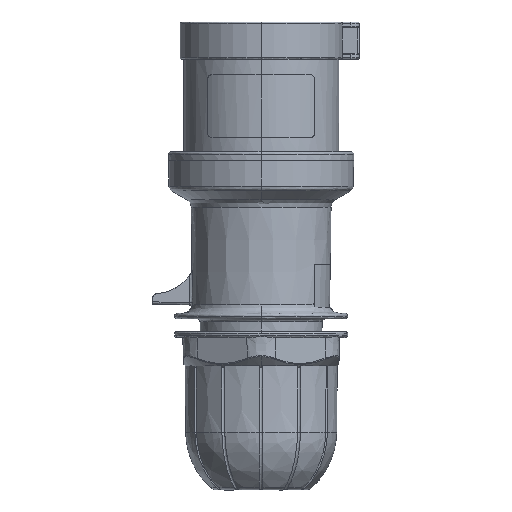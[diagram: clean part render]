
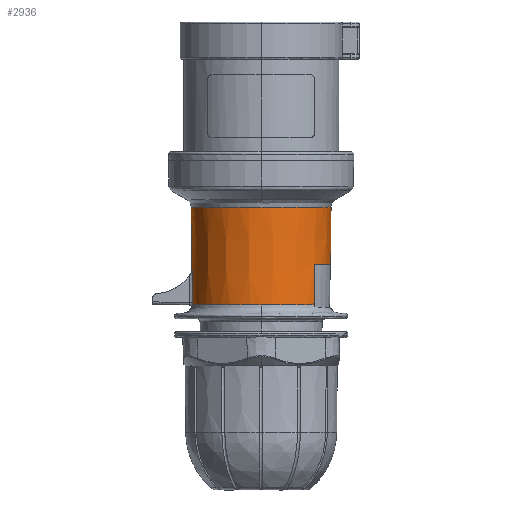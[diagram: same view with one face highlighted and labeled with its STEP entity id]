
A CAD part, left-side view. The second image highlights one B-rep face of the part: STEP entity #2936.
In plain terms, the highlighted conical face has half-angle 0.5 degrees and reference radius 24.527 mm.
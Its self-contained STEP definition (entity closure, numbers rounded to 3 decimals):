
#1180 = CARTESIAN_POINT ( 'NONE',  ( 0., -24.349, -77.386 ) ) ;
#1550 = CARTESIAN_POINT ( 'NONE',  ( -0.03, 24.254, -88.321 ) ) ;
#2193 = AXIS2_PLACEMENT_3D ( 'NONE', #18407, #65845, #52153 ) ;
#2201 = ORIENTED_EDGE ( 'NONE', *, *, #154886, .T. ) ;
#2337 = DIRECTION ( 'NONE',  ( 0., -0.009, 1. ) ) ;
#2936 = ADVANCED_FACE ( 'NONE', ( #68911 ), #100833, .T. ) ;
#3684 = CARTESIAN_POINT ( 'NONE',  ( 0., 24.525, -57.209 ) ) ;
#5509 =( BOUNDED_CURVE ( )  B_SPLINE_CURVE ( 3, ( #174274, #92993, #146442, #147599 ),
 .UNSPECIFIED., .F., .F. ) 
 B_SPLINE_CURVE_WITH_KNOTS ( ( 4, 4 ),
 ( 0.243, 0.757 ),
 .UNSPECIFIED. ) 
 CURVE ( )  GEOMETRIC_REPRESENTATION_ITEM ( )  RATIONAL_B_SPLINE_CURVE ( ( 1., 0.333, 0.333, 1. ) ) 
 REPRESENTATION_ITEM ( '' )  );
#6571 = CARTESIAN_POINT ( 'NONE',  ( -15.501, -18.686, -85.556 ) ) ;
#7162 = CARTESIAN_POINT ( 'NONE',  ( -15.501, -18.639, -89.69 ) ) ;
#7751 = CARTESIAN_POINT ( 'NONE',  ( -15.501, -18.625, -90.879 ) ) ;
#7755 = LINE ( 'NONE', #164539, #84396 ) ;
#10839 = CARTESIAN_POINT ( 'NONE',  ( -4.256, 23.924, -83.15 ) ) ;
#12443 = CARTESIAN_POINT ( 'NONE',  ( -24.226, 0., -91.474 ) ) ;
#12753 = EDGE_CURVE ( 'NONE', #153223, #20331, #122362, .T. ) ;
#13139 = VERTEX_POINT ( 'NONE', #172377 ) ;
#13618 = CARTESIAN_POINT ( 'NONE',  ( 0., 24.527, -57.004 ) ) ;
#15787 = CARTESIAN_POINT ( 'NONE',  ( -15.501, -18.779, -77.289 ) ) ;
#15886 = VERTEX_POINT ( 'NONE', #15787 ) ;
#17523 = CARTESIAN_POINT ( 'NONE',  ( -4.208, 23.861, -91.234 ) ) ;
#18065 = CIRCLE ( 'NONE', #22474, 24.226 ) ;
#18407 = CARTESIAN_POINT ( 'NONE',  ( 0., 0., -57.004 ) ) ;
#18589 = AXIS2_PLACEMENT_3D ( 'NONE', #125006, #151140, #164752 ) ;
#19255 = B_SPLINE_CURVE_WITH_KNOTS ( 'NONE', 3,
 ( #1550, #135921, #56266, #54528 ),
 .UNSPECIFIED., .F., .F.,
 ( 4, 4 ),
 ( 0., 1. ),
 .UNSPECIFIED. ) ;
#19800 = B_SPLINE_CURVE_WITH_KNOTS ( 'NONE', 3,
 ( #110473, #151961, #42005, #46127, #98553, #167340 ),
 .UNSPECIFIED., .F., .F.,
 ( 4, 2, 4 ),
 ( 0., 0.002, 0.004 ),
 .UNSPECIFIED. ) ;
#20331 = VERTEX_POINT ( 'NONE', #164805 ) ;
#22474 = AXIS2_PLACEMENT_3D ( 'NONE', #68306, #54038, #53434 ) ;
#23766 = B_SPLINE_CURVE_WITH_KNOTS ( 'NONE', 3,
 ( #91716, #10839, #23902, #37558 ),
 .UNSPECIFIED., .F., .F.,
 ( 4, 4 ),
 ( 0., 1. ),
 .UNSPECIFIED. ) ;
#23902 = CARTESIAN_POINT ( 'NONE',  ( -4.256, 23.89, -86.933 ) ) ;
#25529 = CARTESIAN_POINT ( 'NONE',  ( -4.255, 23.957, -79.368 ) ) ;
#32263 = EDGE_CURVE ( 'NONE', #92134, #92933, #35399, .T. ) ;
#32743 = EDGE_CURVE ( 'NONE', #92134, #153223, #18065, .T. ) ;
#35399 = B_SPLINE_CURVE_WITH_KNOTS ( 'NONE', 3,
 ( #152445, #17523, #72232, #139977 ),
 .UNSPECIFIED., .F., .F.,
 ( 4, 4 ),
 ( 0., 1. ),
 .UNSPECIFIED. ) ;
#37558 = CARTESIAN_POINT ( 'NONE',  ( -4.256, 23.856, -90.715 ) ) ;
#38371 = EDGE_CURVE ( 'NONE', #15886, #56163, #171278, .T. ) ;
#42005 = CARTESIAN_POINT ( 'NONE',  ( -1.471, 24.293, -79.954 ) ) ;
#46127 = CARTESIAN_POINT ( 'NONE',  ( -2.879, 24.168, -79.743 ) ) ;
#46140 = ORIENTED_EDGE ( 'NONE', *, *, #74584, .T. ) ;
#52153 = DIRECTION ( 'NONE',  ( 0., -1., 0. ) ) ;
#52357 = CARTESIAN_POINT ( 'NONE',  ( 0., 24.254, -88.321 ) ) ;
#53434 = DIRECTION ( 'NONE',  ( 1., 0., 0. ) ) ;
#54038 = DIRECTION ( 'NONE',  ( 0., 0., 1. ) ) ;
#54528 = CARTESIAN_POINT ( 'NONE',  ( -0.031, 24.326, -80.009 ) ) ;
#56163 = VERTEX_POINT ( 'NONE', #68340 ) ;
#56266 = CARTESIAN_POINT ( 'NONE',  ( -0.031, 24.302, -82.779 ) ) ;
#56675 = ORIENTED_EDGE ( 'NONE', *, *, #61300, .F. ) ;
#57843 = ORIENTED_EDGE ( 'NONE', *, *, #153321, .F. ) ;
#58898 = DIRECTION ( 'NONE',  ( 0., -1., 0. ) ) ;
#61300 = EDGE_CURVE ( 'NONE', #90364, #155559, #93708, .T. ) ;
#64604 = ORIENTED_EDGE ( 'NONE', *, *, #165491, .F. ) ;
#65845 = DIRECTION ( 'NONE',  ( 0., 0., 1. ) ) ;
#68306 = CARTESIAN_POINT ( 'NONE',  ( 0., 0., -91.474 ) ) ;
#68340 = CARTESIAN_POINT ( 'NONE',  ( 0., -24.349, -77.386 ) ) ;
#68911 = FACE_OUTER_BOUND ( 'NONE', #151429, .T. ) ;
#72181 = B_SPLINE_CURVE_WITH_KNOTS ( 'NONE', 3,
 ( #75511, #155121, #6571, #7162, #89209, #7751, #141506 ),
 .UNSPECIFIED., .F., .F.,
 ( 4, 3, 4 ),
 ( 0.019, 0.031, 0.033 ),
 .UNSPECIFIED. ) ;
#72232 = CARTESIAN_POINT ( 'NONE',  ( -4.257, 23.854, -90.975 ) ) ;
#74326 = ORIENTED_EDGE ( 'NONE', *, *, #32263, .F. ) ;
#74584 = EDGE_CURVE ( 'NONE', #137217, #92933, #23766, .T. ) ;
#75511 = CARTESIAN_POINT ( 'NONE',  ( -15.501, -18.779, -77.289 ) ) ;
#83892 = CARTESIAN_POINT ( 'NONE',  ( -5.715, -24.349, -77.386 ) ) ;
#84396 = VECTOR ( 'NONE', #2337, 1000. ) ;
#85145 = DIRECTION ( 'NONE',  ( 0., 0., -1. ) ) ;
#86177 = CARTESIAN_POINT ( 'NONE',  ( -0.03, 24.254, -88.321 ) ) ;
#86552 = CARTESIAN_POINT ( 'NONE',  ( -0.031, 24.326, -80.009 ) ) ;
#89012 = ORIENTED_EDGE ( 'NONE', *, *, #38371, .T. ) ;
#89209 = CARTESIAN_POINT ( 'NONE',  ( -15.501, -18.632, -90.285 ) ) ;
#90364 = VERTEX_POINT ( 'NONE', #86177 ) ;
#91716 = CARTESIAN_POINT ( 'NONE',  ( -4.255, 23.957, -79.368 ) ) ;
#92134 = VERTEX_POINT ( 'NONE', #117131 ) ;
#92933 = VERTEX_POINT ( 'NONE', #150602 ) ;
#92993 = CARTESIAN_POINT ( 'NONE',  ( -49.051, -24.525, -57.209 ) ) ;
#93708 = CIRCLE ( 'NONE', #174602, 24.254 ) ;
#98553 = CARTESIAN_POINT ( 'NONE',  ( -3.573, 24.076, -79.586 ) ) ;
#99970 = CARTESIAN_POINT ( 'NONE',  ( 0., 0., -88.321 ) ) ;
#100833 = CONICAL_SURFACE ( 'NONE', #2193, 24.527, 0.009 ) ;
#110473 = CARTESIAN_POINT ( 'NONE',  ( -0.031, 24.326, -80.009 ) ) ;
#116603 = LINE ( 'NONE', #13618, #154868 ) ;
#117131 = CARTESIAN_POINT ( 'NONE',  ( -4.117, 23.874, -91.474 ) ) ;
#117241 = ORIENTED_EDGE ( 'NONE', *, *, #127123, .T. ) ;
#118790 = ORIENTED_EDGE ( 'NONE', *, *, #12753, .T. ) ;
#119235 = EDGE_CURVE ( 'NONE', #90364, #167469, #19255, .T. ) ;
#121823 = DIRECTION ( 'NONE',  ( 0., 0.009, 1. ) ) ;
#122362 = CIRCLE ( 'NONE', #18589, 24.226 ) ;
#125006 = CARTESIAN_POINT ( 'NONE',  ( 0., 0., -91.474 ) ) ;
#127123 = EDGE_CURVE ( 'NONE', #13139, #147405, #5509, .T. ) ;
#135921 = CARTESIAN_POINT ( 'NONE',  ( -0.031, 24.278, -85.55 ) ) ;
#137217 = VERTEX_POINT ( 'NONE', #25529 ) ;
#137347 = ORIENTED_EDGE ( 'NONE', *, *, #163265, .T. ) ;
#139977 = CARTESIAN_POINT ( 'NONE',  ( -4.256, 23.856, -90.715 ) ) ;
#141506 = CARTESIAN_POINT ( 'NONE',  ( -15.501, -18.619, -91.474 ) ) ;
#146442 = CARTESIAN_POINT ( 'NONE',  ( -49.051, 24.525, -57.209 ) ) ;
#147405 = VERTEX_POINT ( 'NONE', #3684 ) ;
#147599 = CARTESIAN_POINT ( 'NONE',  ( 0., 24.525, -57.209 ) ) ;
#147662 = ORIENTED_EDGE ( 'NONE', *, *, #32743, .T. ) ;
#150602 = CARTESIAN_POINT ( 'NONE',  ( -4.256, 23.856, -90.715 ) ) ;
#151140 = DIRECTION ( 'NONE',  ( 0., 0., 1. ) ) ;
#151429 = EDGE_LOOP ( 'NONE', ( #57843, #56675, #171370, #2201, #46140, #74326, #147662, #118790, #64604, #89012, #137347, #117241 ) ) ;
#151961 = CARTESIAN_POINT ( 'NONE',  ( -0.757, 24.326, -80.007 ) ) ;
#152445 = CARTESIAN_POINT ( 'NONE',  ( -4.117, 23.874, -91.474 ) ) ;
#153223 = VERTEX_POINT ( 'NONE', #12443 ) ;
#153321 = EDGE_CURVE ( 'NONE', #155559, #147405, #116603, .T. ) ;
#154868 = VECTOR ( 'NONE', #121823, 1000. ) ;
#154886 = EDGE_CURVE ( 'NONE', #167469, #137217, #19800, .T. ) ;
#155121 = CARTESIAN_POINT ( 'NONE',  ( -15.501, -18.733, -81.423 ) ) ;
#155559 = VERTEX_POINT ( 'NONE', #52357 ) ;
#163265 = EDGE_CURVE ( 'NONE', #56163, #13139, #7755, .T. ) ;
#164539 = CARTESIAN_POINT ( 'NONE',  ( 0., -24.527, -57.004 ) ) ;
#164586 = CARTESIAN_POINT ( 'NONE',  ( -11.093, -22.417, -77.352 ) ) ;
#164752 = DIRECTION ( 'NONE',  ( 1., 0., 0. ) ) ;
#164805 = CARTESIAN_POINT ( 'NONE',  ( -15.501, -18.619, -91.474 ) ) ;
#165183 = CARTESIAN_POINT ( 'NONE',  ( -15.501, -18.779, -77.289 ) ) ;
#165491 = EDGE_CURVE ( 'NONE', #15886, #20331, #72181, .T. ) ;
#167340 = CARTESIAN_POINT ( 'NONE',  ( -4.255, 23.957, -79.368 ) ) ;
#167469 = VERTEX_POINT ( 'NONE', #86552 ) ;
#171278 =( BOUNDED_CURVE ( )  B_SPLINE_CURVE ( 3, ( #165183, #164586, #83892, #1180 ),
 .UNSPECIFIED., .F., .F. ) 
 B_SPLINE_CURVE_WITH_KNOTS ( ( 4, 4 ),
 ( 2.452, 3.142 ),
 .UNSPECIFIED. ) 
 CURVE ( )  GEOMETRIC_REPRESENTATION_ITEM ( )  RATIONAL_B_SPLINE_CURVE ( ( 1., 0.961, 0.961, 1. ) ) 
 REPRESENTATION_ITEM ( '' )  );
#171370 = ORIENTED_EDGE ( 'NONE', *, *, #119235, .T. ) ;
#172377 = CARTESIAN_POINT ( 'NONE',  ( 0., -24.525, -57.209 ) ) ;
#174274 = CARTESIAN_POINT ( 'NONE',  ( 0., -24.525, -57.209 ) ) ;
#174602 = AXIS2_PLACEMENT_3D ( 'NONE', #99970, #85145, #58898 ) ;
